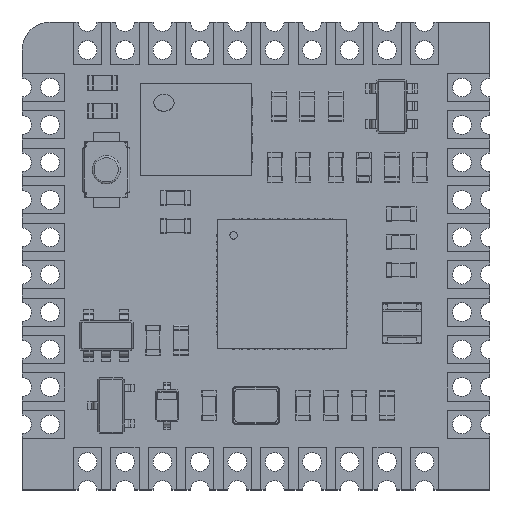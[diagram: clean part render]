
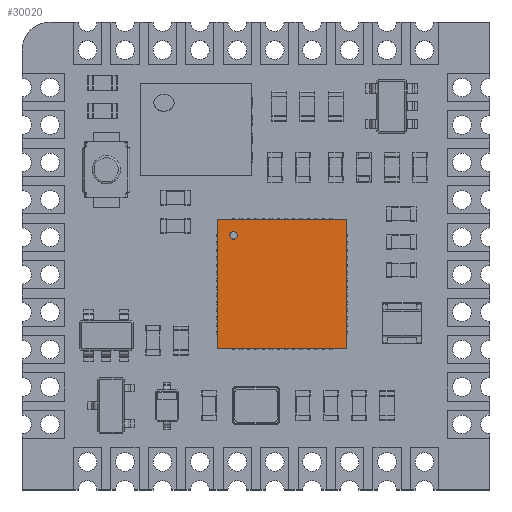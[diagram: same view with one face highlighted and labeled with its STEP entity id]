
A CAD part, top view. The second image highlights one B-rep face of the part: STEP entity #30020.
In plain terms, the highlighted planar face has unit normal (0, 0, 1).
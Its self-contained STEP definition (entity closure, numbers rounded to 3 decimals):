
#644=CIRCLE('',#31831,0.2);
#1133=FACE_BOUND('',#3016,.T.);
#1403=FACE_OUTER_BOUND('',#3015,.T.);
#3015=EDGE_LOOP('',(#20221,#20222,#20223,#20224));
#3016=EDGE_LOOP('',(#20225));
#4781=LINE('',#42442,#8454);
#4869=LINE('',#42588,#8542);
#5122=LINE('',#43095,#8795);
#5166=LINE('',#43168,#8839);
#8454=VECTOR('',#34122,10.);
#8542=VECTOR('',#34212,10.);
#8795=VECTOR('',#34635,10.);
#8839=VECTOR('',#34681,10.);
#12122=VERTEX_POINT('',#42440);
#12123=VERTEX_POINT('',#42441);
#12180=VERTEX_POINT('',#42586);
#12349=VERTEX_POINT('',#43094);
#12574=VERTEX_POINT('',#43744);
#14845=EDGE_CURVE('',#12122,#12123,#4781,.T.);
#14933=EDGE_CURVE('',#12122,#12180,#4869,.T.);
#15186=EDGE_CURVE('',#12123,#12349,#5122,.T.);
#15230=EDGE_CURVE('',#12180,#12349,#5166,.T.);
#15525=EDGE_CURVE('',#12574,#12574,#644,.T.);
#20221=ORIENTED_EDGE('',*,*,#14845,.F.);
#20222=ORIENTED_EDGE('',*,*,#14933,.T.);
#20223=ORIENTED_EDGE('',*,*,#15230,.T.);
#20224=ORIENTED_EDGE('',*,*,#15186,.F.);
#20225=ORIENTED_EDGE('',*,*,#15525,.T.);
#27456=PLANE('',#31830);
#30020=ADVANCED_FACE('',(#1403,#1133),#27456,.T.);
#31830=AXIS2_PLACEMENT_3D('',#43743,#35144,#35145);
#31831=AXIS2_PLACEMENT_3D('',#43745,#35146,#35147);
#34122=DIRECTION('',(1.,0.,0.));
#34212=DIRECTION('',(0.,-1.,0.));
#34635=DIRECTION('',(0.,-1.,0.));
#34681=DIRECTION('',(1.,0.,0.));
#35144=DIRECTION('center_axis',(0.,0.,1.));
#35145=DIRECTION('ref_axis',(1.,0.,0.));
#35146=DIRECTION('center_axis',(0.,0.,
-1.));
#35147=DIRECTION('ref_axis',(0.559,-0.829,0.));
#42440=CARTESIAN_POINT('',(-3.45,3.45,1.1));
#42441=CARTESIAN_POINT('',(3.45,3.45,1.1));
#42442=CARTESIAN_POINT('',(-3.45,3.45,1.1));
#42586=CARTESIAN_POINT('',(-3.45,-3.45,1.1));
#42588=CARTESIAN_POINT('',(-3.45,3.45,1.1));
#43094=CARTESIAN_POINT('',(3.45,-3.45,1.1));
#43095=CARTESIAN_POINT('',(3.45,3.45,1.1));
#43168=CARTESIAN_POINT('',(-3.45,-3.45,1.1));
#43743=CARTESIAN_POINT('Origin',(-3.45,0.,1.1));
#43744=CARTESIAN_POINT('',(-2.6,2.4,1.1));
#43745=CARTESIAN_POINT('Origin',(-2.6,2.6,1.1));
